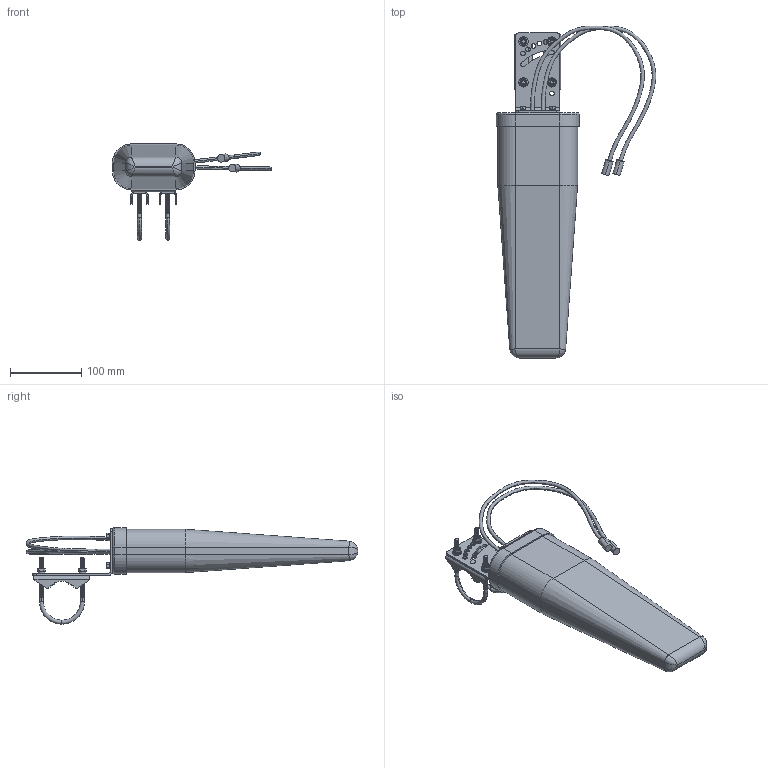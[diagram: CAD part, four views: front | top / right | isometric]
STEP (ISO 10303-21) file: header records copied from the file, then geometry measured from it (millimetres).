
FILE_DESCRIPTION (( 'STEP AP214' ), '1' );
FILE_NAME ('HG4958DP-17Y.STEP', '2012-11-09T15:53:58', ( '' ), ( '' ), 'SwSTEP 2.0', 'SolidWorks 2012', '' );
FILE_SCHEMA (( 'AUTOMOTIVE_DESIGN' ));
Length unit declared in the file: inch
Products named in the file (7): M5_LockW_W_ and HexBolt; CONNECTOR REP_Small; 195_12inch cable_WT; HG4958DP-17Y_Ubolt Bracket; HG4958DP-17Y_Bracket; HG4958DP-17Y_ANTENNA; HG4958DP-17Y
Assembly tree (12 placements, depth 2):
  HG4958DP-17Y
    HG4958DP-17Y_ANTENNA
    HG4958DP-17Y_Bracket
    HG4958DP-17Y_Ubolt Bracket  x2
    195_12inch cable_WT  x2
    CONNECTOR REP_Small  x2
    M5_LockW_W_ and HexBolt  x4
Bounding box: 223.67 x 466.45 x 135.37 mm (x, y, z)
Volume: 1675554.4 mm3; surface area: 160998.8 mm2
Topology: 14 solids, 14 shells, 1467 faces, 3144 edges, 1744 vertices
Faces by surface type: cone 1012, plane 241, cylinder 162, torus 44, bspline 8
Entity records: 37232 total; most frequent: CARTESIAN_POINT 10104, DIRECTION 3892, ORIENTED_EDGE 3312, EDGE_CURVE 1656, AXIS2_PLACEMENT_3D 1524, VERTEX_POINT 926, LINE 844, VECTOR 844
